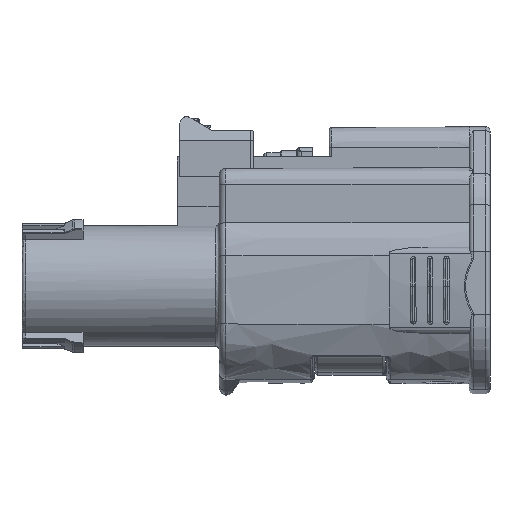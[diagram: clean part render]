
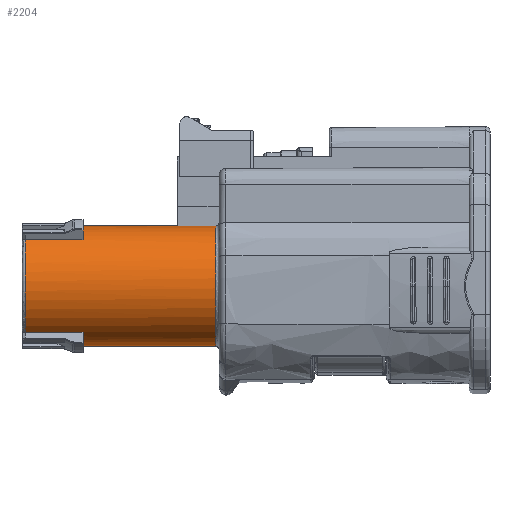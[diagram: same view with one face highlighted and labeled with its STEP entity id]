
A CAD part, left-side view. The second image highlights one B-rep face of the part: STEP entity #2204.
In plain terms, the highlighted cylindrical face has radius 7.2 mm (diameter 14.4 mm), a full revolution.
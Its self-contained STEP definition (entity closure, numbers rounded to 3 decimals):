
#652=FACE_BOUND('',#6575,.T.);
#653=FACE_BOUND('',#6576,.T.);
#2204=ADVANCED_FACE('',(#652,#653),#4255,.T.);
#4255=CYLINDRICAL_SURFACE('',#37137,7.2);
#6575=EDGE_LOOP('',(#10905,#10906,#10907,#10908,#10909,#10910,#10911,#10912));
#6576=EDGE_LOOP('',(#10913,#10914,#10915,#10916,#10917,#10918,#10919,#10920,
#10921,#10922));
#8772=B_SPLINE_CURVE_WITH_KNOTS('',3,(#48991,#48992,#48993,#48994),
 .UNSPECIFIED.,.F.,.F.,(4,4),(0.,1.),.UNSPECIFIED.);
#8773=B_SPLINE_CURVE_WITH_KNOTS('',3,(#48998,#48999,#49000,#49001),
 .UNSPECIFIED.,.F.,.F.,(4,4),(0.,1.),.UNSPECIFIED.);
#9994=CIRCLE('',#37129,7.2);
#9995=CIRCLE('',#37130,7.2);
#9996=CIRCLE('',#37131,7.2);
#9997=CIRCLE('',#37132,7.2);
#9998=CIRCLE('',#37133,7.2);
#9999=CIRCLE('',#37134,7.2);
#10000=CIRCLE('',#37135,7.2);
#10001=CIRCLE('',#37136,7.2);
#10905=ORIENTED_EDGE('',*,*,#25122,.T.);
#10906=ORIENTED_EDGE('',*,*,#25123,.T.);
#10907=ORIENTED_EDGE('',*,*,#25124,.T.);
#10908=ORIENTED_EDGE('',*,*,#25125,.F.);
#10909=ORIENTED_EDGE('',*,*,#25126,.T.);
#10910=ORIENTED_EDGE('',*,*,#25127,.T.);
#10911=ORIENTED_EDGE('',*,*,#25128,.T.);
#10912=ORIENTED_EDGE('',*,*,#25129,.F.);
#10913=ORIENTED_EDGE('',*,*,#25130,.T.);
#10914=ORIENTED_EDGE('',*,*,#25131,.F.);
#10915=ORIENTED_EDGE('',*,*,#25132,.F.);
#10916=ORIENTED_EDGE('',*,*,#25133,.F.);
#10917=ORIENTED_EDGE('',*,*,#25134,.T.);
#10918=ORIENTED_EDGE('',*,*,#25135,.F.);
#10919=ORIENTED_EDGE('',*,*,#25136,.T.);
#10920=ORIENTED_EDGE('',*,*,#25137,.F.);
#10921=ORIENTED_EDGE('',*,*,#25138,.T.);
#10922=ORIENTED_EDGE('',*,*,#25139,.F.);
#21659=VERTEX_POINT('',#48963);
#21660=VERTEX_POINT('',#48964);
#21661=VERTEX_POINT('',#48966);
#21662=VERTEX_POINT('',#48968);
#21663=VERTEX_POINT('',#48970);
#21664=VERTEX_POINT('',#48972);
#21665=VERTEX_POINT('',#48974);
#21666=VERTEX_POINT('',#48976);
#21667=VERTEX_POINT('',#48979);
#21668=VERTEX_POINT('',#48980);
#21669=VERTEX_POINT('',#48982);
#21670=VERTEX_POINT('',#48984);
#21671=VERTEX_POINT('',#48986);
#21672=VERTEX_POINT('',#48988);
#21673=VERTEX_POINT('',#48990);
#21674=VERTEX_POINT('',#48995);
#21675=VERTEX_POINT('',#48997);
#21676=VERTEX_POINT('',#49002);
#25122=EDGE_CURVE('',#21659,#21660,#30454,.T.);
#25123=EDGE_CURVE('',#21660,#21661,#9994,.T.);
#25124=EDGE_CURVE('',#21661,#21662,#30455,.T.);
#25125=EDGE_CURVE('',#21663,#21662,#9995,.T.);
#25126=EDGE_CURVE('',#21663,#21664,#30456,.T.);
#25127=EDGE_CURVE('',#21664,#21665,#9996,.T.);
#25128=EDGE_CURVE('',#21665,#21666,#30457,.T.);
#25129=EDGE_CURVE('',#21659,#21666,#9997,.T.);
#25130=EDGE_CURVE('',#21667,#21668,#9998,.T.);
#25131=EDGE_CURVE('',#21669,#21668,#30458,.T.);
#25132=EDGE_CURVE('',#21670,#21669,#9999,.T.);
#25133=EDGE_CURVE('',#21671,#21670,#30459,.T.);
#25134=EDGE_CURVE('',#21671,#21672,#10000,.T.);
#25135=EDGE_CURVE('',#21673,#21672,#30460,.T.);
#25136=EDGE_CURVE('',#21673,#21674,#8772,.T.);
#25137=EDGE_CURVE('',#21675,#21674,#10001,.T.);
#25138=EDGE_CURVE('',#21675,#21676,#8773,.T.);
#25139=EDGE_CURVE('',#21667,#21676,#30461,.T.);
#30454=LINE('',#48962,#33747);
#30455=LINE('',#48967,#33748);
#30456=LINE('',#48971,#33749);
#30457=LINE('',#48975,#33750);
#30458=LINE('',#48981,#33751);
#30459=LINE('',#48985,#33752);
#30460=LINE('',#48989,#33753);
#30461=LINE('',#49003,#33754);
#33747=VECTOR('',#39944,1.);
#33748=VECTOR('',#39947,1.);
#33749=VECTOR('',#39950,1.);
#33750=VECTOR('',#39953,1.);
#33751=VECTOR('',#39958,1.);
#33752=VECTOR('',#39961,1.);
#33753=VECTOR('',#39964,1.);
#33754=VECTOR('',#39967,1.);
#37129=AXIS2_PLACEMENT_3D('',#48965,#39945,#39946);
#37130=AXIS2_PLACEMENT_3D('',#48969,#39948,#39949);
#37131=AXIS2_PLACEMENT_3D('',#48973,#39951,#39952);
#37132=AXIS2_PLACEMENT_3D('',#48977,#39954,#39955);
#37133=AXIS2_PLACEMENT_3D('',#48978,#39956,#39957);
#37134=AXIS2_PLACEMENT_3D('',#48983,#39959,#39960);
#37135=AXIS2_PLACEMENT_3D('',#48987,#39962,#39963);
#37136=AXIS2_PLACEMENT_3D('',#48996,#39965,#39966);
#37137=AXIS2_PLACEMENT_3D('',#49004,#39968,#39969);
#39944=DIRECTION('',(0.,-1.,0.));
#39945=DIRECTION('',(0.,-1.,0.));
#39946=DIRECTION('',(-0.5,0.,0.866));
#39947=DIRECTION('',(0.,1.,0.));
#39948=DIRECTION('',(0.,1.,0.));
#39949=DIRECTION('',(1.,0.,0.));
#39950=DIRECTION('',(0.,-1.,0.));
#39951=DIRECTION('',(0.,-1.,0.));
#39952=DIRECTION('',(0.5,0.,0.866));
#39953=DIRECTION('',(0.,1.,0.));
#39954=DIRECTION('',(0.,1.,0.));
#39955=DIRECTION('',(1.,0.,0.));
#39956=DIRECTION('',(0.,1.,0.));
#39957=DIRECTION('',(0.,0.,1.));
#39958=DIRECTION('',(0.,-1.,0.));
#39959=DIRECTION('',(0.,-1.,0.));
#39960=DIRECTION('',(0.,0.,1.));
#39961=DIRECTION('',(0.,1.,0.));
#39962=DIRECTION('',(0.,1.,0.));
#39963=DIRECTION('',(0.,0.,1.));
#39964=DIRECTION('',(0.,-1.,0.));
#39965=DIRECTION('',(0.,-1.,0.));
#39966=DIRECTION('',(1.,0.,0.));
#39967=DIRECTION('',(0.,1.,0.));
#39968=DIRECTION('',(0.,1.,0.));
#39969=DIRECTION('',(0.007,0.,-1.));
#48962=CARTESIAN_POINT('',(-11.31,57.5,6.748));
#48963=CARTESIAN_POINT('',(-11.31,57.5,6.748));
#48964=CARTESIAN_POINT('',(-11.31,50.6,6.748));
#48965=CARTESIAN_POINT('',(-8.8,50.6,0.));
#48966=CARTESIAN_POINT('',(-13.389,50.6,5.548));
#48967=CARTESIAN_POINT('',(-13.389,50.6,5.548));
#48968=CARTESIAN_POINT('',(-13.389,57.5,5.548));
#48969=CARTESIAN_POINT('',(-8.8,57.5,0.));
#48970=CARTESIAN_POINT('',(-13.389,57.5,-5.548));
#48971=CARTESIAN_POINT('',(-13.389,57.5,-5.548));
#48972=CARTESIAN_POINT('',(-13.389,50.6,-5.548));
#48973=CARTESIAN_POINT('',(-8.8,50.6,0.));
#48974=CARTESIAN_POINT('',(-11.31,50.6,-6.748));
#48975=CARTESIAN_POINT('',(-11.31,50.6,-6.748));
#48976=CARTESIAN_POINT('',(-11.31,57.5,-6.748));
#48977=CARTESIAN_POINT('',(-8.8,57.5,0.));
#48978=CARTESIAN_POINT('',(-8.8,34.7,0.));
#48979=CARTESIAN_POINT('',(-1.641,34.7,-0.768));
#48980=CARTESIAN_POINT('',(-4.9,34.7,6.052));
#48981=CARTESIAN_POINT('',(-4.9,39.3,6.052));
#48982=CARTESIAN_POINT('',(-4.9,39.3,6.052));
#48983=CARTESIAN_POINT('',(-8.8,39.3,0.));
#48984=CARTESIAN_POINT('',(-3.5,39.3,4.873));
#48985=CARTESIAN_POINT('',(-3.5,34.7,4.873));
#48986=CARTESIAN_POINT('',(-3.5,34.7,4.873));
#48987=CARTESIAN_POINT('',(-8.8,34.7,0.));
#48988=CARTESIAN_POINT('',(-1.641,34.7,0.768));
#48989=CARTESIAN_POINT('',(-1.641,60.1,0.768));
#48990=CARTESIAN_POINT('',(-1.641,47.2,0.768));
#48991=CARTESIAN_POINT('',(-1.641,47.2,0.768));
#48992=CARTESIAN_POINT('',(-1.641,47.615,0.766));
#48993=CARTESIAN_POINT('',(-1.606,48.,0.488));
#48994=CARTESIAN_POINT('',(-1.601,48.,0.095));
#48995=CARTESIAN_POINT('',(-1.601,48.,0.095));
#48996=CARTESIAN_POINT('',(-8.8,48.,0.));
#48997=CARTESIAN_POINT('',(-1.601,48.,-0.095));
#48998=CARTESIAN_POINT('',(-1.601,48.,-0.095));
#48999=CARTESIAN_POINT('',(-1.606,48.,-0.488));
#49000=CARTESIAN_POINT('',(-1.641,47.615,-0.766));
#49001=CARTESIAN_POINT('',(-1.641,47.2,-0.768));
#49002=CARTESIAN_POINT('',(-1.641,47.2,-0.768));
#49003=CARTESIAN_POINT('',(-1.641,60.1,-0.768));
#49004=CARTESIAN_POINT('',(-8.8,32.356,0.));
